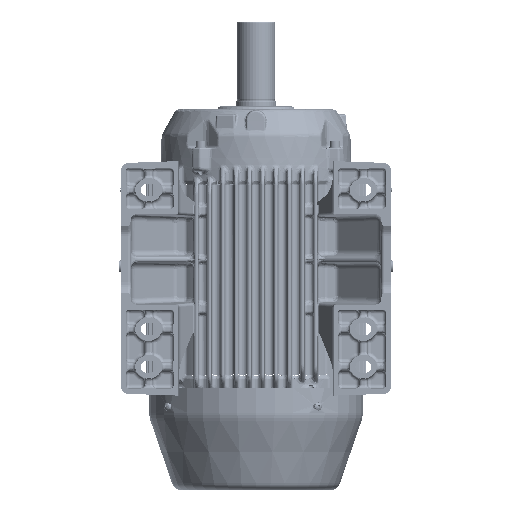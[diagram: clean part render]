
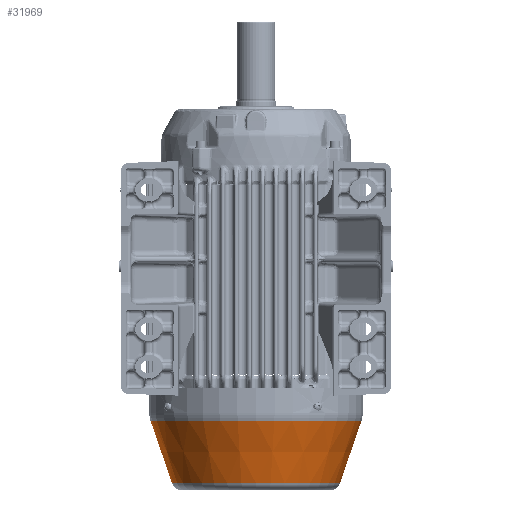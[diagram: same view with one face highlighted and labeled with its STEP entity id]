
A CAD part, front view. The second image highlights one B-rep face of the part: STEP entity #31969.
In plain terms, the highlighted conical face has half-angle 19 degrees and reference radius 84.455 mm.
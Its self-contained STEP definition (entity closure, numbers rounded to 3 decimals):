
#1431=CONICAL_SURFACE('',#108555,84.455,19.);
#31969=ADVANCED_FACE('',(#33607,#33608),#1431,.T.);
#33607=FACE_BOUND('',#38852,.T.);
#33608=FACE_BOUND('',#38853,.T.);
#38852=EDGE_LOOP('',(#62552));
#38853=EDGE_LOOP('',(#62553));
#62552=ORIENTED_EDGE('',*,*,#91120,.T.);
#62553=ORIENTED_EDGE('',*,*,#91121,.F.);
#75533=VERTEX_POINT('',#239723);
#75534=VERTEX_POINT('',#239726);
#91120=EDGE_CURVE('',#75533,#75533,#99207,.T.);
#91121=EDGE_CURVE('',#75534,#75534,#99208,.T.);
#99207=CIRCLE('',#108552,106.138);
#99208=CIRCLE('',#108554,84.455);
#108552=AXIS2_PLACEMENT_3D('',#239722,#129270,#129271);
#108554=AXIS2_PLACEMENT_3D('',#239725,#129274,#129275);
#108555=AXIS2_PLACEMENT_3D('',#239727,#129276,#129277);
#129270=DIRECTION('',(0.,0.,-1.));
#129271=DIRECTION('',(-1.,0.,0.));
#129274=DIRECTION('',(0.,0.,-1.));
#129275=DIRECTION('',(-1.,0.,0.));
#129276=DIRECTION('',(0.,0.,1.));
#129277=DIRECTION('',(1.,0.,0.));
#239722=CARTESIAN_POINT('',(0.,0.,-321.284));
#239723=CARTESIAN_POINT('',(-106.138,0.,-321.284));
#239725=CARTESIAN_POINT('',(0.,0.,-384.256));
#239726=CARTESIAN_POINT('',(-84.455,0.,-384.256));
#239727=CARTESIAN_POINT('',(0.,0.,-384.256));
